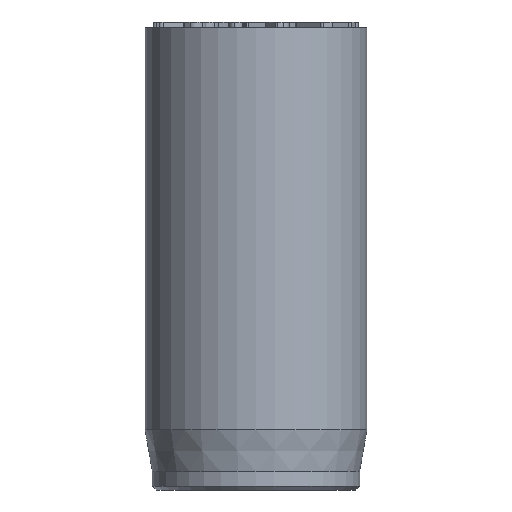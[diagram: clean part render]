
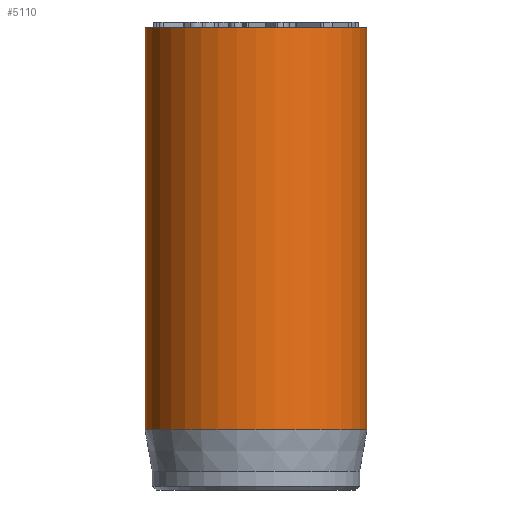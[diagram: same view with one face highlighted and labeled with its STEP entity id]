
A CAD part, front view. The second image highlights one B-rep face of the part: STEP entity #5110.
In plain terms, the highlighted cylindrical face has radius 6 mm (diameter 12 mm), a full revolution.
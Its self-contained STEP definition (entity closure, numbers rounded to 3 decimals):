
#32=CYLINDRICAL_SURFACE('',#5317,6.);
#46=CIRCLE('',#5285,6.);
#62=CIRCLE('',#5315,6.);
#63=CIRCLE('',#5316,6.);
#470=FACE_OUTER_BOUND('',#768,.T.);
#768=EDGE_LOOP('',(#4598,#4599,#4600,#4601,#4602));
#1188=LINE('',#9410,#1616);
#1616=VECTOR('',#6010,6.);
#2394=VERTEX_POINT('',#9350);
#2410=VERTEX_POINT('',#9404);
#2411=VERTEX_POINT('',#9405);
#3121=EDGE_CURVE('',#2394,#2394,#46,.T.);
#3145=EDGE_CURVE('',#2410,#2411,#62,.T.);
#3146=EDGE_CURVE('',#2411,#2410,#63,.T.);
#3148=EDGE_CURVE('',#2394,#2410,#1188,.T.);
#4598=ORIENTED_EDGE('',*,*,#3121,.T.);
#4599=ORIENTED_EDGE('',*,*,#3148,.T.);
#4600=ORIENTED_EDGE('',*,*,#3145,.T.);
#4601=ORIENTED_EDGE('',*,*,#3146,.T.);
#4602=ORIENTED_EDGE('',*,*,#3148,.F.);
#5110=ADVANCED_FACE('',(#470),#32,.T.);
#5285=AXIS2_PLACEMENT_3D('',#9351,#5935,#5936);
#5315=AXIS2_PLACEMENT_3D('',#9406,#6003,#6004);
#5316=AXIS2_PLACEMENT_3D('',#9407,#6005,#6006);
#5317=AXIS2_PLACEMENT_3D('',#9409,#6008,#6009);
#5935=DIRECTION('center_axis',(0.,0.,-1.));
#5936=DIRECTION('ref_axis',(-1.,0.,0.));
#6003=DIRECTION('center_axis',(0.,0.,1.));
#6004=DIRECTION('ref_axis',(-1.,0.,0.));
#6005=DIRECTION('center_axis',(0.,0.,1.));
#6006=DIRECTION('ref_axis',(-1.,0.,0.));
#6008=DIRECTION('center_axis',(0.,0.,1.));
#6009=DIRECTION('ref_axis',(-1.,0.,0.));
#6010=DIRECTION('',(0.,0.,-1.));
#9350=CARTESIAN_POINT('',(6.,0.,25.));
#9351=CARTESIAN_POINT('Origin',(0.,0.,25.));
#9404=CARTESIAN_POINT('',(6.,0.,3.269));
#9405=CARTESIAN_POINT('',(-6.,0.,3.269));
#9406=CARTESIAN_POINT('Origin',(0.,0.,3.269));
#9407=CARTESIAN_POINT('Origin',(0.,0.,3.269));
#9409=CARTESIAN_POINT('Origin',(0.,0.,0.));
#9410=CARTESIAN_POINT('',(6.,0.,0.));
